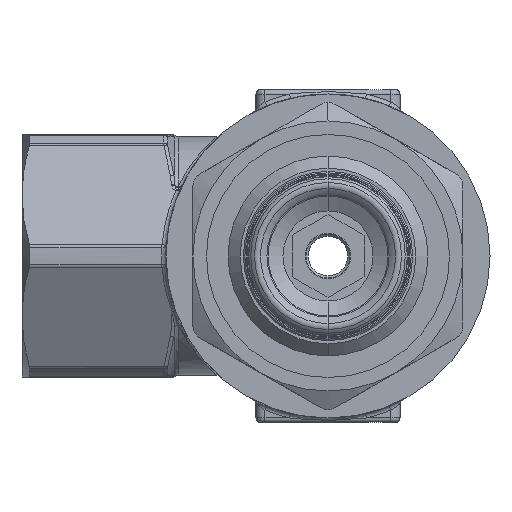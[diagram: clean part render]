
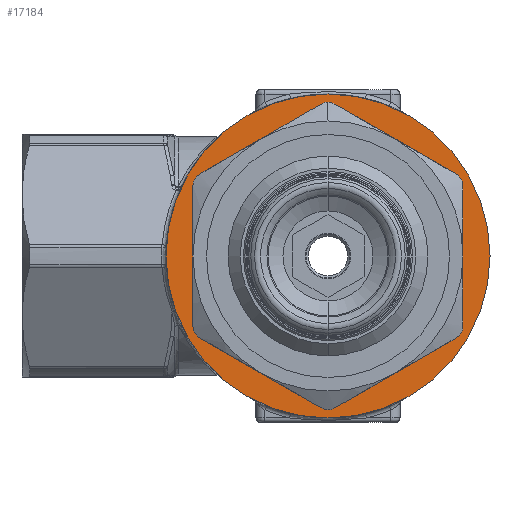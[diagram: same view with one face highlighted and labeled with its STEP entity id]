
A CAD part, front view. The second image highlights one B-rep face of the part: STEP entity #17184.
In plain terms, the highlighted planar face has unit normal (0, -1, 0).
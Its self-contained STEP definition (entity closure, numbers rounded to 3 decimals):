
#231 = EDGE_CURVE ( 'NONE', #11899, #16561, #20285, .T. ) ;
#1241 = ORIENTED_EDGE ( 'NONE', *, *, #231, .F. ) ;
#2152 = EDGE_CURVE ( 'NONE', #16561, #11899, #10423, .T. ) ;
#2915 = VERTEX_POINT ( 'NONE', #18752 ) ;
#3283 = CARTESIAN_POINT ( 'NONE',  ( 0., -20., 0. ) ) ;
#3595 = AXIS2_PLACEMENT_3D ( 'NONE', #24142, #9015, #26799 ) ;
#3696 = DIRECTION ( 'NONE',  ( 0., 1., 0. ) ) ;
#4443 = EDGE_CURVE ( 'NONE', #2915, #18808, #14480, .T. ) ;
#5072 = DIRECTION ( 'NONE',  ( 0., 1., 0. ) ) ;
#5942 = EDGE_CURVE ( 'NONE', #18808, #2915, #27520, .T. ) ;
#6084 = FACE_OUTER_BOUND ( 'NONE', #14213, .T. ) ;
#6779 = DIRECTION ( 'NONE',  ( 0., 0., -1. ) ) ;
#7820 = ORIENTED_EDGE ( 'NONE', *, *, #4443, .T. ) ;
#9015 = DIRECTION ( 'NONE',  ( 0., 1., 0. ) ) ;
#10423 = CIRCLE ( 'NONE', #17153, 18. ) ;
#11539 = ORIENTED_EDGE ( 'NONE', *, *, #2152, .F. ) ;
#11899 = VERTEX_POINT ( 'NONE', #14708 ) ;
#13200 = CARTESIAN_POINT ( 'NONE',  ( 13.25, -20., 0. ) ) ;
#13517 = FACE_BOUND ( 'NONE', #17205, .T. ) ;
#14213 = EDGE_LOOP ( 'NONE', ( #1241, #11539 ) ) ;
#14387 = DIRECTION ( 'NONE',  ( -1., 0., 0. ) ) ;
#14480 = CIRCLE ( 'NONE', #3595, 14.75 ) ;
#14708 = CARTESIAN_POINT ( 'NONE',  ( 0., -20., -18. ) ) ;
#15686 = DIRECTION ( 'NONE',  ( 0., -1., 0. ) ) ;
#16160 = DIRECTION ( 'NONE',  ( 0., 0., -1. ) ) ;
#16561 = VERTEX_POINT ( 'NONE', #18634 ) ;
#16569 = CARTESIAN_POINT ( 'NONE',  ( -14.75, -20., 0. ) ) ;
#17153 = AXIS2_PLACEMENT_3D ( 'NONE', #23138, #5072, #16160 ) ;
#17184 = ADVANCED_FACE ( 'NONE', ( #6084, #13517 ), #29153, .T. ) ;
#17205 = EDGE_LOOP ( 'NONE', ( #27556, #7820 ) ) ;
#18634 = CARTESIAN_POINT ( 'NONE',  ( 0., -20., 18. ) ) ;
#18752 = CARTESIAN_POINT ( 'NONE',  ( 14.75, -20., 0. ) ) ;
#18808 = VERTEX_POINT ( 'NONE', #16569 ) ;
#19016 = DIRECTION ( 'NONE',  ( 0., 1., 0. ) ) ;
#20285 = CIRCLE ( 'NONE', #20916, 18. ) ;
#20916 = AXIS2_PLACEMENT_3D ( 'NONE', #23756, #3696, #28578 ) ;
#23018 = AXIS2_PLACEMENT_3D ( 'NONE', #3283, #19016, #14387 ) ;
#23138 = CARTESIAN_POINT ( 'NONE',  ( 0., -20., 0. ) ) ;
#23756 = CARTESIAN_POINT ( 'NONE',  ( 0., -20., 0. ) ) ;
#24142 = CARTESIAN_POINT ( 'NONE',  ( 0., -20., 0. ) ) ;
#26033 = AXIS2_PLACEMENT_3D ( 'NONE', #13200, #15686, #6779 ) ;
#26799 = DIRECTION ( 'NONE',  ( -1., 0., 0. ) ) ;
#27520 = CIRCLE ( 'NONE', #23018, 14.75 ) ;
#27556 = ORIENTED_EDGE ( 'NONE', *, *, #5942, .T. ) ;
#28578 = DIRECTION ( 'NONE',  ( 0., 0., -1. ) ) ;
#29153 = PLANE ( 'NONE',  #26033 ) ;
